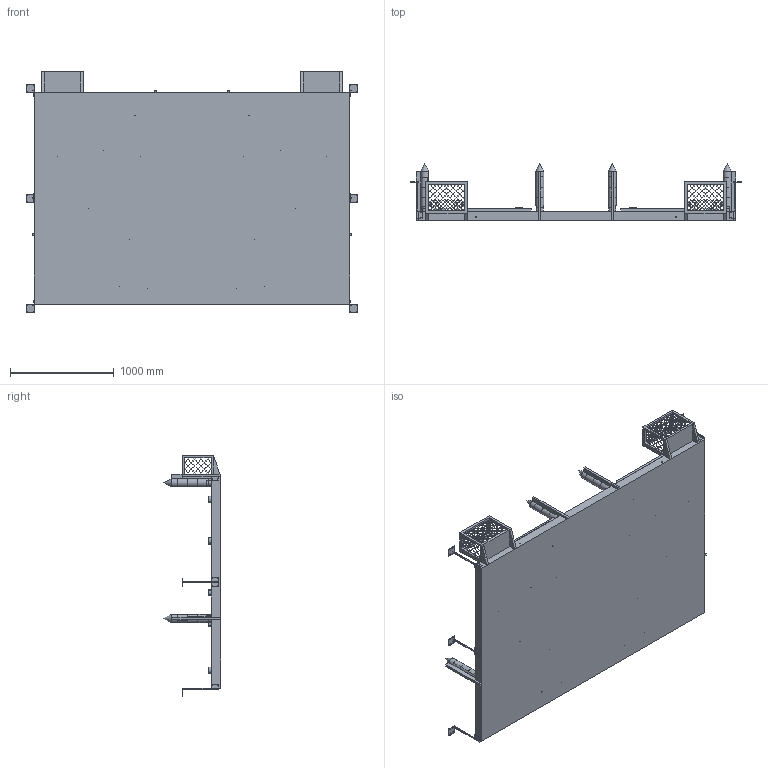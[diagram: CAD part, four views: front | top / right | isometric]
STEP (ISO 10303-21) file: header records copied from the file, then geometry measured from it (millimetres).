
FILE_DESCRIPTION(/* description */ (''),/* implementation_level */ '2;1');
FILE_NAME(/* name */ 'ASSY Table.stp',/* time_stamp */ '2016-10-21T18:01:02+02:00',/* author */ ('Flopy'),/* organization */ (''),/* preprocessor_version */ 'ST-DEVELOPER v16.5',/* originating_system */ 'Autodesk Inventor 2017',/* authorisation */ '');
FILE_SCHEMA (('AUTOMOTIVE_DESIGN { 1 0 10303 214 3 1 1 }'));
Length unit declared in the file: millimetre
Products named in the file (27): Ensemble Table; Part10; Part11; Part3; Part6; Part8; Parts1; Parts1_1; Part1; Parts4; Part4; Net1; Net2; Net3; Net3_1; Equerre; Table; Boule; Boule_1; ElemBlue; ElemYellow; Beacon support corner; Beacon support middle; Part9; Part5; Elem; Part3_1
Assembly tree (149 placements, depth 3):
  Ensemble Table
    Elem  x14
    Part10  x4
    Part11  x2
    Part3  x2
    Part6  x2
    Part8
    Parts1  x4
      Part1
      Boule
    Parts1_1  x2
      Part1
    Parts4  x2
      Part4
      Net1
      Net2
      Net3
      Net3_1
      Equerre
    Table
    Boule  x40
    Boule_1  x16
    ElemBlue  x7
    ElemYellow  x7
    Beacon support corner  x4
    Beacon support middle  x2
    Part5  x4
    Part9  x6
    Part3_1  x2
Bounding box: 3204 x 555.01 x 2324 mm (x, y, z)
Volume: 181653082 mm3; surface area: 20157197.1 mm2
Topology: 256 solids, 256 shells, 3268 faces, 8722 edges, 5808 vertices
Faces by surface type: plane 2949, cylinder 239, sphere 76, cone 4
Full cylindrical faces by diameter (mm): 1 x16, 4 x48, 10 x6, 60 x14, 63 x14, 80 x4
Entity records: 38408 total; most frequent: CARTESIAN_POINT 6625, ORIENTED_EDGE 6342, DIRECTION 5932, EDGE_CURVE 3171, LINE 3048, VECTOR 3048, VERTEX_POINT 2135, EDGE_LOOP 1468
